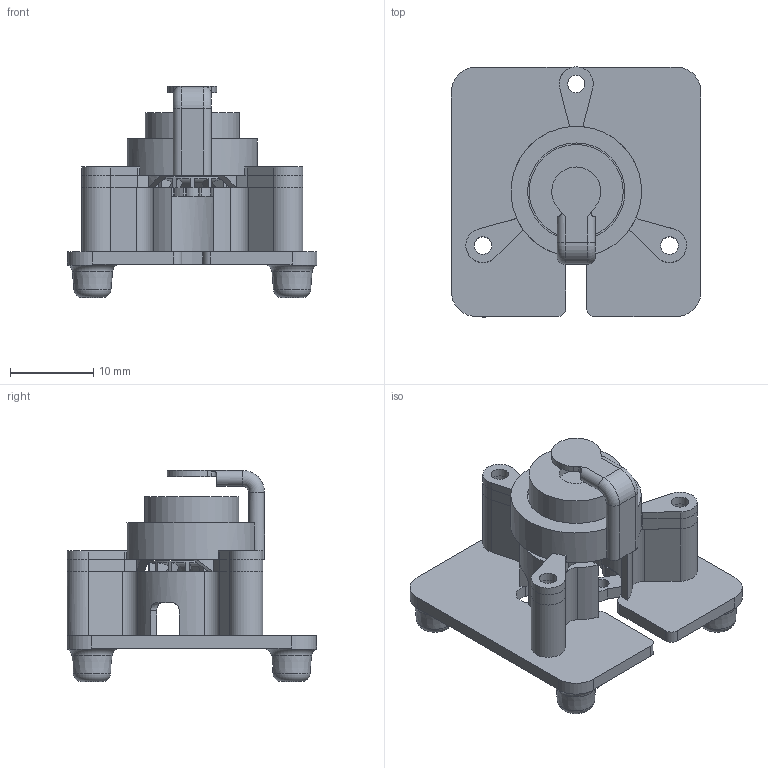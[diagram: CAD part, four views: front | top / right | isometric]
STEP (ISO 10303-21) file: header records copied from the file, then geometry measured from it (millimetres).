
FILE_DESCRIPTION(/* description */ ('STEP AP242','CAx-IF Rec.Pracs.---Representation and Presentation of Product Manufacturing Information (PMI)---4.0---2014-10-13','CAx-IF Rec.Pracs.---3D Tessellated Geometry---0.4---2014-09-14','2;1'),/* implementation_level */ '2;1');
FILE_NAME(/* name */ '66f0d7a14ef3c63053d752b5',/* time_stamp */ '2024-09-23T02:51:14Z',/* author */ (''),/* organization */ (''),/* preprocessor_version */ 'ST-DEVELOPER v20',/* originating_system */ ' ',/* authorisation */ ' ');
FILE_SCHEMA (('AP242_MANAGED_MODEL_BASED_3D_ENGINEERING_MIM_LF { 1 0 10303 442 1 1 4 }'));
Length unit declared in the file: metre
Products named in the file (8): output shaft holder; carrier; 2nd stage output; 2nd stage sun; compound planet; base gearbox plate; motor mount; center shaft bottom
Bounding box: 30.06 x 30.06 x 25.38 mm (x, y, z)
Volume: 3305.9 mm3; surface area: 6122 mm2
Topology: 8 solids, 8 shells, 1284 faces, 3736 edges, 2478 vertices
Faces by surface type: cylinder 646, bspline 431, plane 187, torus 16, cone 4
Full cylindrical faces by diameter (mm): 1.04 x2, 1.1 x1, 1.14 x5, 1.6 x3, 1.94 x1, 2.1 x9, 3 x1, 3.1 x1, 3.46 x2, 3.6 x1, 4 x1, 4.14 x1, 8.14 x1, 10.5 x1, 11.3 x1, 11.7 x1, 13.3 x2, 13.7 x1
Entity records: 46619 total; most frequent: CARTESIAN_POINT 14784, ORIENTED_EDGE 7330, DIRECTION 5702, EDGE_CURVE 3665, VERTEX_POINT 2459, AXIS2_PLACEMENT_3D 2261, EDGE_LOOP 1400, FACE_BOUND 1400
